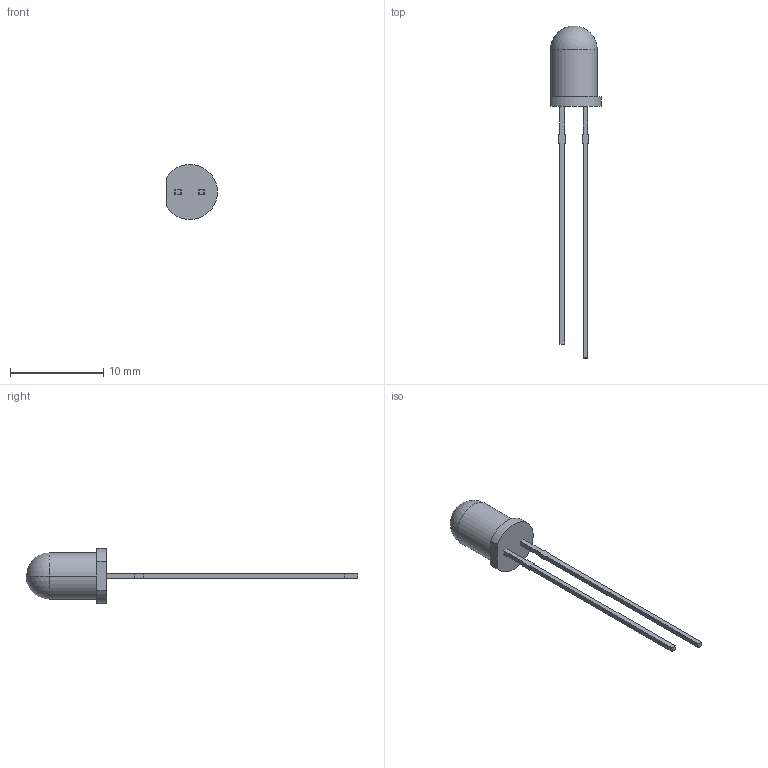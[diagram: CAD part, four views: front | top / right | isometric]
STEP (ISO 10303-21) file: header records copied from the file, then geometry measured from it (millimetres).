
FILE_DESCRIPTION (( 'STEP AP214' ), '1' );
FILE_NAME ('5mm LED.STEP', '2016-01-25T19:09:15', ( 'NoiroSM250' ), ( '' ), 'SwSTEP 2.0', 'SolidWorks 2015', '' );
FILE_SCHEMA (( 'AUTOMOTIVE_DESIGN' ));
Length unit declared in the file: millimetre
Products named in the file (1): 5mm LED
Bounding box: 5.45 x 35.6 x 5.9 mm (x, y, z)
Volume: 178.8 mm3; surface area: 315.8 mm2
Topology: 2 solids, 2 shells, 65 faces, 173 edges, 113 vertices
Faces by surface type: plane 52, cone 6, cylinder 3, sphere 2, bspline 2
Entity records: 3040 total; most frequent: CARTESIAN_POINT 687, ORIENTED_EDGE 338, DIRECTION 311, EDGE_CURVE 169, LINE 139, VECTOR 139, VERTEX_POINT 111, AXIS2_PLACEMENT_3D 86
